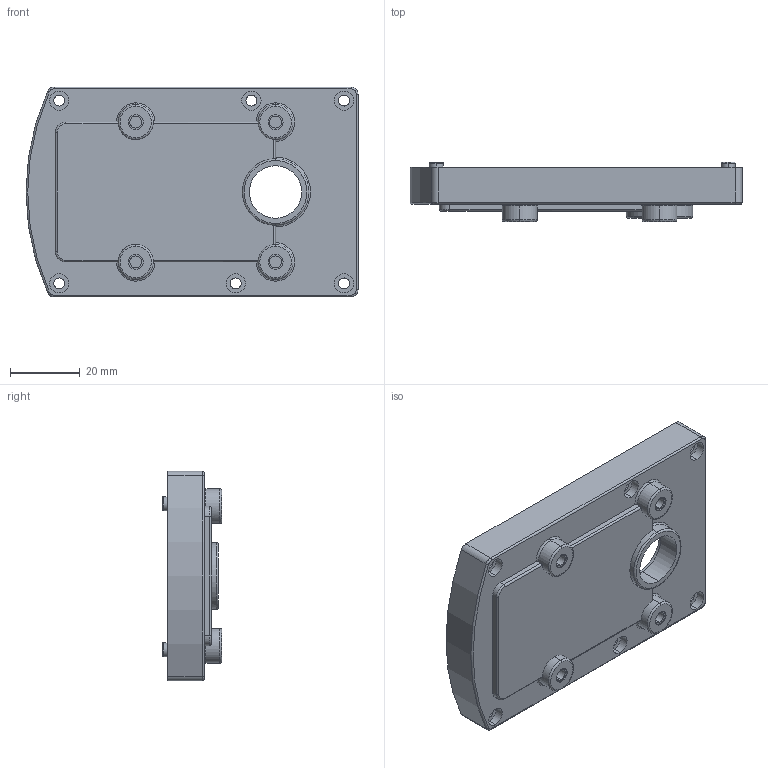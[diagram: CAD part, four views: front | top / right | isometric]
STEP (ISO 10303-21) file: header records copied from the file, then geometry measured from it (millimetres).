
FILE_DESCRIPTION (( 'STEP AP203' ), '1' );
FILE_NAME ('陔喘謫眊裔(1).STEP', '2022-04-08T05:59:50', ( '' ), ( '' ), 'SwSTEP 2.0', 'SolidWorks 2020', '' );
FILE_SCHEMA (( 'CONFIG_CONTROL_DESIGN' ));
Length unit declared in the file: millimetre
Products named in the file (1): 陔喘謫眊裔(1)
Bounding box: 95 x 17 x 60 mm (x, y, z)
Volume: 16607.8 mm3; surface area: 21201.2 mm2
Topology: 1 solids, 1 shells, 466 faces, 1169 edges, 727 vertices
Faces by surface type: cylinder 190, plane 163, torus 66, cone 32, sphere 12, bspline 3
Entity records: 14345 total; most frequent: CARTESIAN_POINT 2774, DIRECTION 2623, ORIENTED_EDGE 2314, EDGE_CURVE 1157, AXIS2_PLACEMENT_3D 1068, VERTEX_POINT 727, CIRCLE 604, EDGE_LOOP 514
